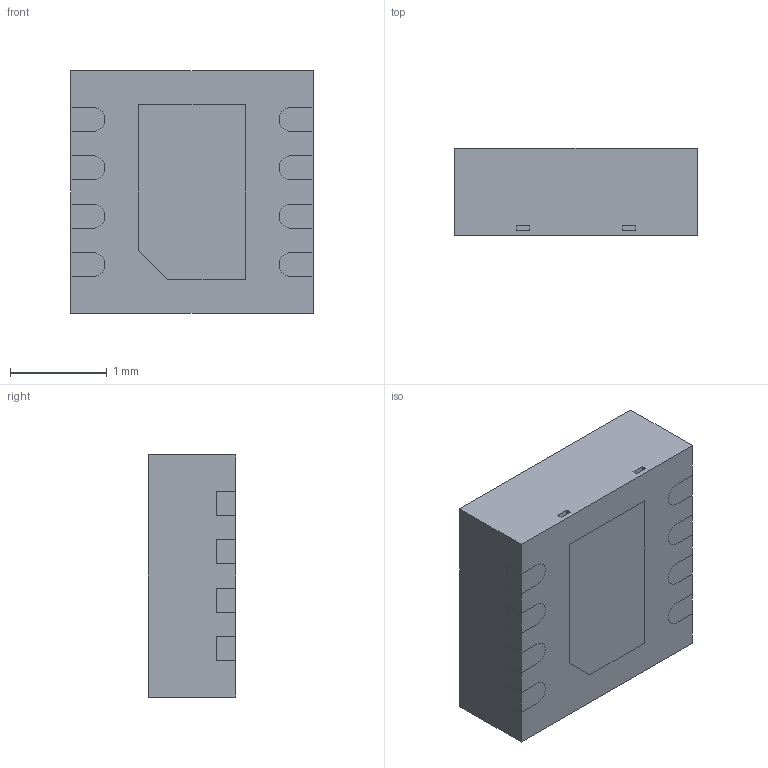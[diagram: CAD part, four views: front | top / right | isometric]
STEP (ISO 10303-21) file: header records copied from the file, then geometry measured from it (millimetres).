
FILE_DESCRIPTION (( 'STEP AP214' ), '1' );
FILE_NAME ('SHT30-DIS-B2.5KS.STEP', '2022-02-16T05:16:08', ( '' ), ( '' ), 'SwSTEP 2.0', 'SolidWorks 2018', '' );
FILE_SCHEMA (( 'AUTOMOTIVE_DESIGN' ));
Length unit declared in the file: millimetre
Products named in the file (2): SHT30-DIS-B2.5KS
Bounding box: 2.5 x 0.9 x 2.5 mm (x, y, z)
Volume: 5.4 mm3; surface area: 32.2 mm2
Topology: 10 solids, 10 shells, 130 faces, 312 edges, 208 vertices
Faces by surface type: plane 104, cylinder 26
Entity records: 5308 total; most frequent: CARTESIAN_POINT 652, DIRECTION 628, ORIENTED_EDGE 624, EDGE_CURVE 312, VECTOR 260, LINE 260, VERTEX_POINT 208, AXIS2_PLACEMENT_3D 184
